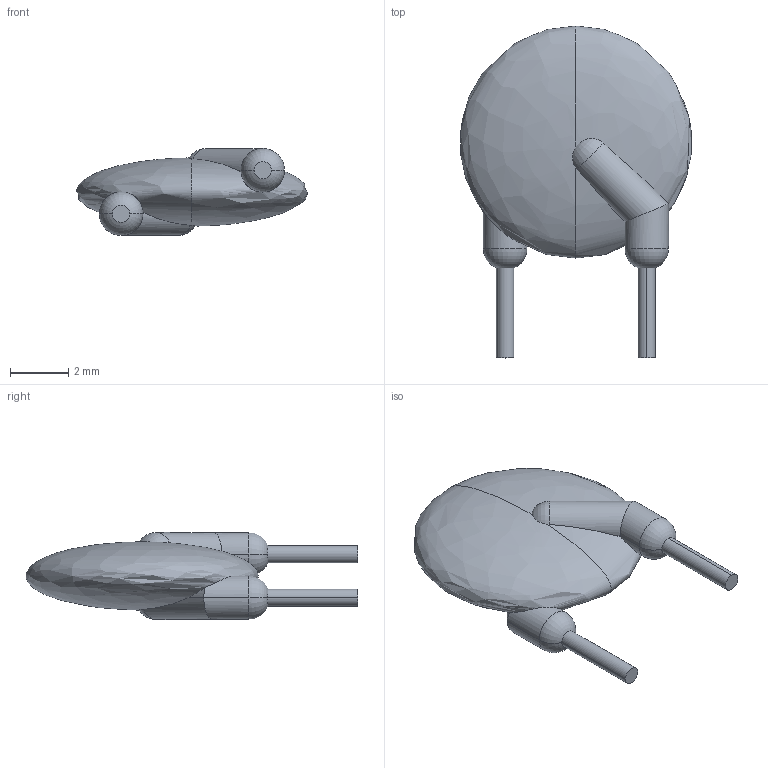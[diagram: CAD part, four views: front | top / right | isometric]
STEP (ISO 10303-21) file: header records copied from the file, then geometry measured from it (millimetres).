
FILE_DESCRIPTION (( 'STEP AP214' ), '1' );
FILE_NAME ('condensador ceramico azul radial 0.2.STEP', '2021-04-17T18:53:54', ( '' ), ( '' ), 'SwSTEP 2.0', 'SolidWorks 2020', '' );
FILE_SCHEMA (( 'AUTOMOTIVE_DESIGN' ));
Length unit declared in the file: millimetre
Products named in the file (1): condensador ceramico azul radial 0.2
Bounding box: 7.96 x 11.44 x 3 mm (x, y, z)
Volume: 89.5 mm3; surface area: 147.5 mm2
Topology: 1 solids, 1 shells, 24 faces, 62 edges, 36 vertices
Faces by surface type: cylinder 14, torus 6, bspline 2, plane 2
Entity records: 932 total; most frequent: CARTESIAN_POINT 301, ORIENTED_EDGE 116, DIRECTION 98, EDGE_CURVE 58, AXIS2_PLACEMENT_3D 43, VERTEX_POINT 36, ADVANCED_FACE 24, EDGE_LOOP 24
